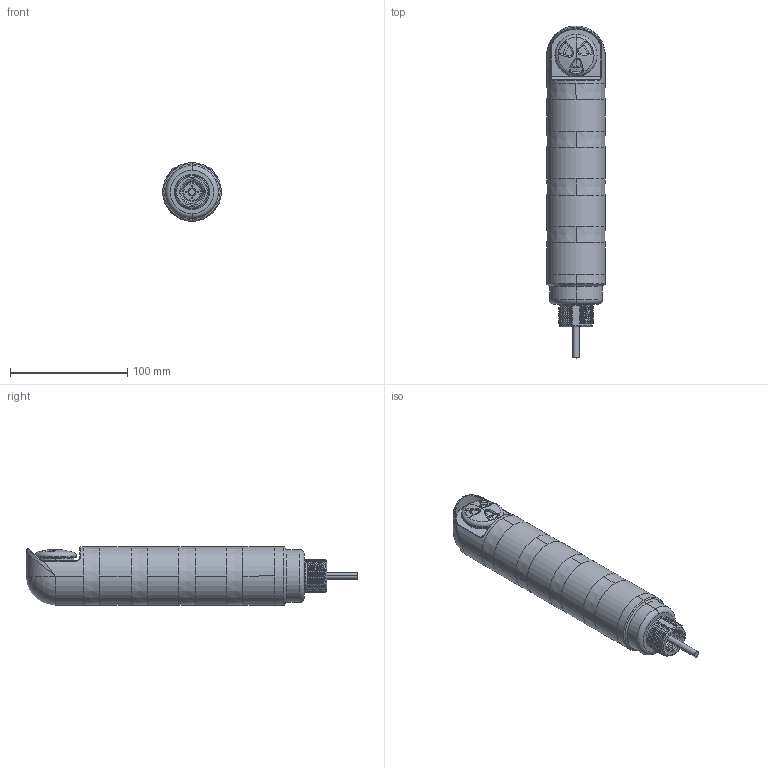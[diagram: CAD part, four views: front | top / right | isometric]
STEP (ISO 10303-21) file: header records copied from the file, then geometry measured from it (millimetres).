
FILE_DESCRIPTION((''),'2;1');
FILE_NAME('154244_SM01_ASM','2025-09-08T11:04:31',('banengservice'),('BANNER ENGINEERING'),'CREO PARAMETRIC BY PTC INC, 2022414','CREO PARAMETRIC BY PTC INC, 2022414','');
FILE_SCHEMA(('CONFIG_CONTROL_DESIGN'));
Length unit declared in the file: millimetre
Products named in the file (3): 154244_EP01; TL50_CABLE_EP01; 154244_SM01_ASM
Assembly tree (2 placements, depth 2):
  154244_SM01_ASM
    154244_EP01
    TL50_CABLE_EP01
Bounding box: 50 x 283 x 50 mm (x, y, z)
Volume: 446794.8 mm3; surface area: 46593.2 mm2
Topology: 2 solids, 2 shells, 305 faces, 781 edges, 490 vertices
Faces by surface type: bspline 111, cylinder 91, plane 29, torus 25, extrusion 25, cone 14, sphere 7, revolution 3
Entity records: 31063 total; most frequent: CARTESIAN_POINT 24555, ORIENTED_EDGE 1548, DIRECTION 983, EDGE_CURVE 774, VERTEX_POINT 490, B_SPLINE_CURVE_WITH_KNOTS 391, AXIS2_PLACEMENT_3D 373, EDGE_LOOP 326
